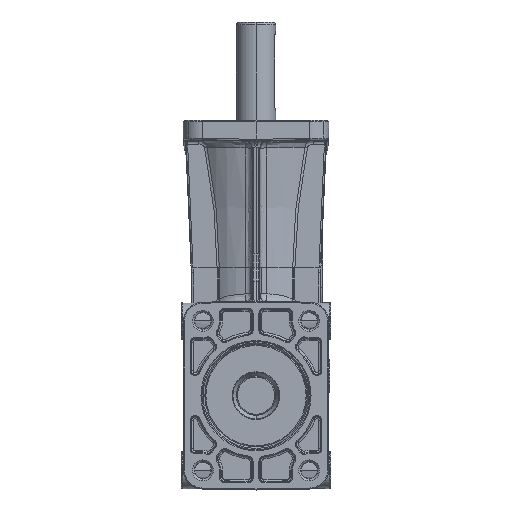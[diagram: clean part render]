
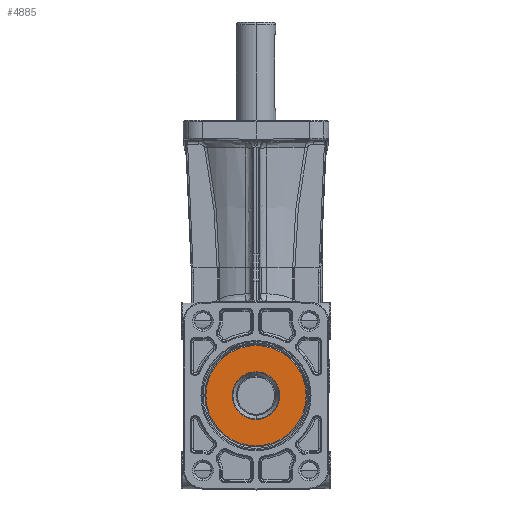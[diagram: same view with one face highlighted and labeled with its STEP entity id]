
A CAD part, left-side view. The second image highlights one B-rep face of the part: STEP entity #4885.
In plain terms, the highlighted planar face has unit normal (-1, 0, 0).
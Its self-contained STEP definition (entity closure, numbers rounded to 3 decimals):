
#4885=ADVANCED_FACE('',(#12529,#12530),#12531,.T.);
#12529=FACE_OUTER_BOUND('',#26094,.T.);
#12530=FACE_BOUND('',#26095,.T.);
#12531=PLANE('',#26096);
#26094=EDGE_LOOP('',(#120494,#120495));
#26095=EDGE_LOOP('',(#120496,#120497));
#26096=AXIS2_PLACEMENT_3D('',#120498,#120499,#120500);
#120494=ORIENTED_EDGE('',*,*,#144773,.F.);
#120495=ORIENTED_EDGE('',*,*,#144563,.F.);
#120496=ORIENTED_EDGE('',*,*,#144771,.T.);
#120497=ORIENTED_EDGE('',*,*,#144568,.T.);
#120498=CARTESIAN_POINT('',(-65.0,0.0,18.8));
#120499=DIRECTION('',(-1.0,0.0,0.0));
#120500=DIRECTION('',(0.0,0.0,1.0));
#144563=EDGE_CURVE('',#158474,#158476,#158477,.T.);
#144568=EDGE_CURVE('',#158484,#158481,#158485,.T.);
#144771=EDGE_CURVE('',#158481,#158484,#158772,.T.);
#144773=EDGE_CURVE('',#158476,#158474,#158774,.T.);
#158474=VERTEX_POINT('',#178924);
#158476=VERTEX_POINT('',#178926);
#158477=CIRCLE('',#178927,25.5);
#158481=VERTEX_POINT('',#178931);
#158484=VERTEX_POINT('',#178935);
#158485=CIRCLE('',#178936,12.1);
#158772=CIRCLE('',#179554,12.1);
#158774=CIRCLE('',#179556,25.5);
#178924=CARTESIAN_POINT('',(-65.0,0.,-25.5));
#178926=CARTESIAN_POINT('',(-65.0,0.0,25.5));
#178927=AXIS2_PLACEMENT_3D('',#210675,#210676,#210677);
#178931=CARTESIAN_POINT('',(-65.0,0.0,12.1));
#178935=CARTESIAN_POINT('',(-65.0,0.,-12.1));
#178936=AXIS2_PLACEMENT_3D('',#210685,#210686,#210687);
#179554=AXIS2_PLACEMENT_3D('',#210902,#210903,#210904);
#179556=AXIS2_PLACEMENT_3D('',#210905,#210906,#210907);
#210675=CARTESIAN_POINT('',(-65.0,0.0,0.0));
#210676=DIRECTION('',(1.0,0.0,-0.0));
#210677=DIRECTION('',(0.0,0.0,1.0));
#210685=CARTESIAN_POINT('',(-65.0,0.0,0.0));
#210686=DIRECTION('',(1.0,0.0,-0.0));
#210687=DIRECTION('',(0.0,0.0,1.0));
#210902=CARTESIAN_POINT('',(-65.0,0.0,0.0));
#210903=DIRECTION('',(1.0,0.0,-0.0));
#210904=DIRECTION('',(0.0,0.0,1.0));
#210905=CARTESIAN_POINT('',(-65.0,0.0,0.0));
#210906=DIRECTION('',(1.0,0.0,-0.0));
#210907=DIRECTION('',(0.0,0.0,1.0));
